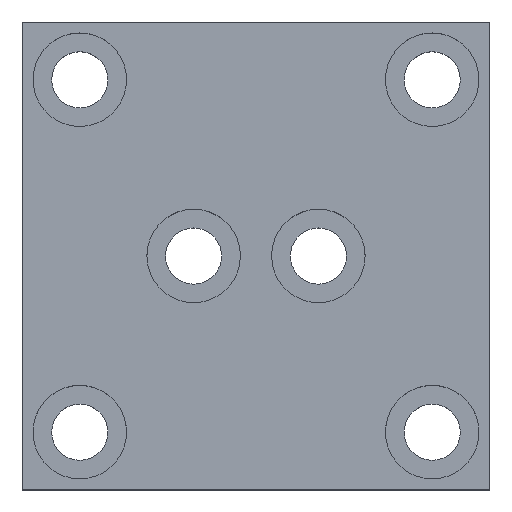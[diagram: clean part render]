
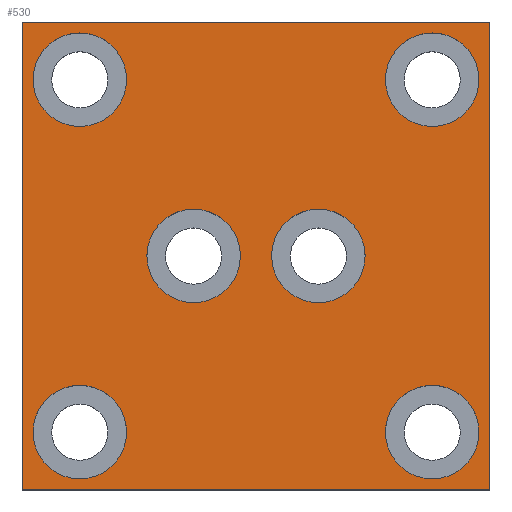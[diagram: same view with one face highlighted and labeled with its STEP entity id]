
A CAD part, top view. The second image highlights one B-rep face of the part: STEP entity #530.
In plain terms, the highlighted planar face has unit normal (0, 0, 1).
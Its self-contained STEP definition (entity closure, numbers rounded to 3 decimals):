
#8 = CARTESIAN_POINT ( 'NONE',  ( -35.75, -28.25, 20. ) ) ;
#9 = VERTEX_POINT ( 'NONE', #597 ) ;
#20 = VECTOR ( 'NONE', #287, 1000. ) ;
#31 = CARTESIAN_POINT ( 'NONE',  ( -20.75, -28.25, 20. ) ) ;
#32 = CARTESIAN_POINT ( 'NONE',  ( 17.5, 0., 20. ) ) ;
#37 = CARTESIAN_POINT ( 'NONE',  ( -37.5, -37.5, 20. ) ) ;
#45 = CIRCLE ( 'NONE', #833, 7.5 ) ;
#48 = VERTEX_POINT ( 'NONE', #509 ) ;
#65 = CARTESIAN_POINT ( 'NONE',  ( -37.5, -37.5, 20. ) ) ;
#73 = DIRECTION ( 'NONE',  ( 1., 0., 0. ) ) ;
#84 = LINE ( 'NONE', #373, #728 ) ;
#86 = EDGE_CURVE ( 'NONE', #834, #240, #84, .T. ) ;
#88 = ORIENTED_EDGE ( 'NONE', *, *, #111, .F. ) ;
#90 = EDGE_LOOP ( 'NONE', ( #716, #1131 ) ) ;
#91 = PLANE ( 'NONE',  #1007 ) ;
#93 = EDGE_CURVE ( 'NONE', #315, #1059, #487, .T. ) ;
#108 = ORIENTED_EDGE ( 'NONE', *, *, #86, .T. ) ;
#111 = EDGE_CURVE ( 'NONE', #987, #651, #783, .T. ) ;
#117 = ORIENTED_EDGE ( 'NONE', *, *, #645, .F. ) ;
#125 = DIRECTION ( 'NONE',  ( 1., 0., 0. ) ) ;
#161 = AXIS2_PLACEMENT_3D ( 'NONE', #470, #918, #631 ) ;
#167 = AXIS2_PLACEMENT_3D ( 'NONE', #179, #604, #1078 ) ;
#169 = EDGE_LOOP ( 'NONE', ( #598, #218 ) ) ;
#176 = AXIS2_PLACEMENT_3D ( 'NONE', #740, #209, #567 ) ;
#179 = CARTESIAN_POINT ( 'NONE',  ( -28.25, 28.25, 20. ) ) ;
#197 = FACE_OUTER_BOUND ( 'NONE', #540, .T. ) ;
#203 = VERTEX_POINT ( 'NONE', #32 ) ;
#209 = DIRECTION ( 'NONE',  ( 0., 0., 1. ) ) ;
#210 = EDGE_CURVE ( 'NONE', #651, #987, #1067, .T. ) ;
#217 = AXIS2_PLACEMENT_3D ( 'NONE', #1030, #962, #125 ) ;
#218 = ORIENTED_EDGE ( 'NONE', *, *, #1134, .F. ) ;
#220 = CARTESIAN_POINT ( 'NONE',  ( 37.5, -37.5, 20. ) ) ;
#233 = ORIENTED_EDGE ( 'NONE', *, *, #443, .F. ) ;
#240 = VERTEX_POINT ( 'NONE', #220 ) ;
#244 = EDGE_CURVE ( 'NONE', #844, #48, #798, .T. ) ;
#260 = EDGE_CURVE ( 'NONE', #1059, #834, #635, .T. ) ;
#270 = EDGE_CURVE ( 'NONE', #872, #1085, #594, .T. ) ;
#287 = DIRECTION ( 'NONE',  ( -1., 0., 0. ) ) ;
#288 = EDGE_CURVE ( 'NONE', #1049, #9, #866, .T. ) ;
#303 = FACE_BOUND ( 'NONE', #1158, .T. ) ;
#315 = VERTEX_POINT ( 'NONE', #852 ) ;
#317 = CARTESIAN_POINT ( 'NONE',  ( -10., 0., 20. ) ) ;
#328 = EDGE_CURVE ( 'NONE', #734, #1084, #392, .T. ) ;
#329 = DIRECTION ( 'NONE',  ( 0., 0., 1. ) ) ;
#333 = CIRCLE ( 'NONE', #695, 7.5 ) ;
#335 = VECTOR ( 'NONE', #778, 1000. ) ;
#345 = CARTESIAN_POINT ( 'NONE',  ( -2.5, 0., 20. ) ) ;
#351 = EDGE_CURVE ( 'NONE', #240, #315, #572, .T. ) ;
#352 = EDGE_LOOP ( 'NONE', ( #380, #856 ) ) ;
#373 = CARTESIAN_POINT ( 'NONE',  ( 37.5, -37.5, 20. ) ) ;
#380 = ORIENTED_EDGE ( 'NONE', *, *, #1010, .F. ) ;
#385 = DIRECTION ( 'NONE',  ( 0., -1., 0. ) ) ;
#392 = CIRCLE ( 'NONE', #965, 7.5 ) ;
#398 = ORIENTED_EDGE ( 'NONE', *, *, #93, .T. ) ;
#423 = ORIENTED_EDGE ( 'NONE', *, *, #244, .F. ) ;
#437 = AXIS2_PLACEMENT_3D ( 'NONE', #924, #553, #936 ) ;
#442 = CARTESIAN_POINT ( 'NONE',  ( 10., 0., 20. ) ) ;
#443 = EDGE_CURVE ( 'NONE', #1084, #734, #333, .T. ) ;
#447 = DIRECTION ( 'NONE',  ( 1., 0., 0. ) ) ;
#470 = CARTESIAN_POINT ( 'NONE',  ( 28.25, 28.25, 20. ) ) ;
#477 = DIRECTION ( 'NONE',  ( 0., 0., 1. ) ) ;
#487 = LINE ( 'NONE', #999, #20 ) ;
#496 = CARTESIAN_POINT ( 'NONE',  ( 37.5, -37.5, 20. ) ) ;
#509 = CARTESIAN_POINT ( 'NONE',  ( 35.75, 28.25, 20. ) ) ;
#511 = CIRCLE ( 'NONE', #167, 7.5 ) ;
#530 = ADVANCED_FACE ( 'NONE', ( #781, #619, #303, #694, #664, #942, #197 ), #91, .T. ) ;
#540 = EDGE_LOOP ( 'NONE', ( #868, #108, #640, #398 ) ) ;
#550 = DIRECTION ( 'NONE',  ( 1., 0., 0. ) ) ;
#553 = DIRECTION ( 'NONE',  ( 0., 0., 1. ) ) ;
#559 = EDGE_LOOP ( 'NONE', ( #1141, #233 ) ) ;
#565 = DIRECTION ( 'NONE',  ( 1., 0., 0. ) ) ;
#567 = DIRECTION ( 'NONE',  ( 1., 0., 0. ) ) ;
#572 = LINE ( 'NONE', #496, #335 ) ;
#594 = CIRCLE ( 'NONE', #176, 7.5 ) ;
#597 = CARTESIAN_POINT ( 'NONE',  ( -17.5, 0., 20. ) ) ;
#598 = ORIENTED_EDGE ( 'NONE', *, *, #288, .F. ) ;
#604 = DIRECTION ( 'NONE',  ( 0., 0., 1. ) ) ;
#606 = CIRCLE ( 'NONE', #1046, 7.5 ) ;
#617 = CARTESIAN_POINT ( 'NONE',  ( 35.75, -28.25, 20. ) ) ;
#619 = FACE_BOUND ( 'NONE', #169, .T. ) ;
#623 = DIRECTION ( 'NONE',  ( 1., 0., 0. ) ) ;
#627 = ORIENTED_EDGE ( 'NONE', *, *, #210, .F. ) ;
#629 = EDGE_LOOP ( 'NONE', ( #88, #627 ) ) ;
#631 = DIRECTION ( 'NONE',  ( 1., 0., 0. ) ) ;
#635 = LINE ( 'NONE', #37, #1096 ) ;
#640 = ORIENTED_EDGE ( 'NONE', *, *, #351, .T. ) ;
#645 = EDGE_CURVE ( 'NONE', #48, #844, #678, .T. ) ;
#651 = VERTEX_POINT ( 'NONE', #922 ) ;
#664 = FACE_BOUND ( 'NONE', #559, .T. ) ;
#678 = CIRCLE ( 'NONE', #161, 7.5 ) ;
#689 = DIRECTION ( 'NONE',  ( 0., 0., 1. ) ) ;
#694 = FACE_BOUND ( 'NONE', #629, .T. ) ;
#695 = AXIS2_PLACEMENT_3D ( 'NONE', #1148, #329, #1145 ) ;
#699 = CARTESIAN_POINT ( 'NONE',  ( 20.75, 28.25, 20. ) ) ;
#716 = ORIENTED_EDGE ( 'NONE', *, *, #270, .F. ) ;
#718 = CARTESIAN_POINT ( 'NONE',  ( -35.75, 28.25, 20. ) ) ;
#728 = VECTOR ( 'NONE', #806, 1000. ) ;
#734 = VERTEX_POINT ( 'NONE', #31 ) ;
#740 = CARTESIAN_POINT ( 'NONE',  ( -28.25, 28.25, 20. ) ) ;
#746 = AXIS2_PLACEMENT_3D ( 'NONE', #895, #1095, #550 ) ;
#762 = CARTESIAN_POINT ( 'NONE',  ( 2.5, 0., 20. ) ) ;
#778 = DIRECTION ( 'NONE',  ( 0., 1., 0. ) ) ;
#781 = FACE_BOUND ( 'NONE', #352, .T. ) ;
#783 = CIRCLE ( 'NONE', #746, 7.5 ) ;
#798 = CIRCLE ( 'NONE', #437, 7.5 ) ;
#806 = DIRECTION ( 'NONE',  ( 1., 0., 0. ) ) ;
#833 = AXIS2_PLACEMENT_3D ( 'NONE', #442, #991, #623 ) ;
#834 = VERTEX_POINT ( 'NONE', #65 ) ;
#844 = VERTEX_POINT ( 'NONE', #699 ) ;
#852 = CARTESIAN_POINT ( 'NONE',  ( 37.5, 37.5, 20. ) ) ;
#856 = ORIENTED_EDGE ( 'NONE', *, *, #863, .F. ) ;
#863 = EDGE_CURVE ( 'NONE', #974, #203, #606, .T. ) ;
#866 = CIRCLE ( 'NONE', #903, 7.5 ) ;
#868 = ORIENTED_EDGE ( 'NONE', *, *, #260, .T. ) ;
#869 = CARTESIAN_POINT ( 'NONE',  ( 10., 0., 20. ) ) ;
#872 = VERTEX_POINT ( 'NONE', #1140 ) ;
#895 = CARTESIAN_POINT ( 'NONE',  ( 28.25, -28.25, 20. ) ) ;
#903 = AXIS2_PLACEMENT_3D ( 'NONE', #317, #1037, #1130 ) ;
#907 = AXIS2_PLACEMENT_3D ( 'NONE', #926, #477, #565 ) ;
#918 = DIRECTION ( 'NONE',  ( 0., 0., 1. ) ) ;
#922 = CARTESIAN_POINT ( 'NONE',  ( 20.75, -28.25, 20. ) ) ;
#924 = CARTESIAN_POINT ( 'NONE',  ( 28.25, 28.25, 20. ) ) ;
#926 = CARTESIAN_POINT ( 'NONE',  ( 28.25, -28.25, 20. ) ) ;
#936 = DIRECTION ( 'NONE',  ( 1., 0., 0. ) ) ;
#940 = CARTESIAN_POINT ( 'NONE',  ( -28.25, -28.25, 20. ) ) ;
#942 = FACE_BOUND ( 'NONE', #90, .T. ) ;
#962 = DIRECTION ( 'NONE',  ( 0., 0., 1. ) ) ;
#965 = AXIS2_PLACEMENT_3D ( 'NONE', #940, #689, #73 ) ;
#966 = DIRECTION ( 'NONE',  ( 0., 0., 1. ) ) ;
#974 = VERTEX_POINT ( 'NONE', #762 ) ;
#981 = CARTESIAN_POINT ( 'NONE',  ( -37.5, 37.5, 20. ) ) ;
#987 = VERTEX_POINT ( 'NONE', #617 ) ;
#991 = DIRECTION ( 'NONE',  ( 0., 0., 1. ) ) ;
#992 = EDGE_CURVE ( 'NONE', #1085, #872, #511, .T. ) ;
#999 = CARTESIAN_POINT ( 'NONE',  ( 37.5, 37.5, 20. ) ) ;
#1007 = AXIS2_PLACEMENT_3D ( 'NONE', #1066, #1080, #447 ) ;
#1010 = EDGE_CURVE ( 'NONE', #203, #974, #45, .T. ) ;
#1030 = CARTESIAN_POINT ( 'NONE',  ( -10., 0., 20. ) ) ;
#1037 = DIRECTION ( 'NONE',  ( 0., 0., 1. ) ) ;
#1046 = AXIS2_PLACEMENT_3D ( 'NONE', #869, #966, #1055 ) ;
#1049 = VERTEX_POINT ( 'NONE', #345 ) ;
#1055 = DIRECTION ( 'NONE',  ( 1., 0., 0. ) ) ;
#1059 = VERTEX_POINT ( 'NONE', #981 ) ;
#1066 = CARTESIAN_POINT ( 'NONE',  ( 0., 0., 20. ) ) ;
#1067 = CIRCLE ( 'NONE', #907, 7.5 ) ;
#1078 = DIRECTION ( 'NONE',  ( 1., 0., 0. ) ) ;
#1080 = DIRECTION ( 'NONE',  ( 0., 0., 1. ) ) ;
#1084 = VERTEX_POINT ( 'NONE', #8 ) ;
#1085 = VERTEX_POINT ( 'NONE', #718 ) ;
#1095 = DIRECTION ( 'NONE',  ( 0., 0., 1. ) ) ;
#1096 = VECTOR ( 'NONE', #385, 1000. ) ;
#1097 = CIRCLE ( 'NONE', #217, 7.5 ) ;
#1130 = DIRECTION ( 'NONE',  ( 1., 0., 0. ) ) ;
#1131 = ORIENTED_EDGE ( 'NONE', *, *, #992, .F. ) ;
#1134 = EDGE_CURVE ( 'NONE', #9, #1049, #1097, .T. ) ;
#1140 = CARTESIAN_POINT ( 'NONE',  ( -20.75, 28.25, 20. ) ) ;
#1141 = ORIENTED_EDGE ( 'NONE', *, *, #328, .F. ) ;
#1145 = DIRECTION ( 'NONE',  ( 1., 0., 0. ) ) ;
#1148 = CARTESIAN_POINT ( 'NONE',  ( -28.25, -28.25, 20. ) ) ;
#1158 = EDGE_LOOP ( 'NONE', ( #117, #423 ) ) ;
